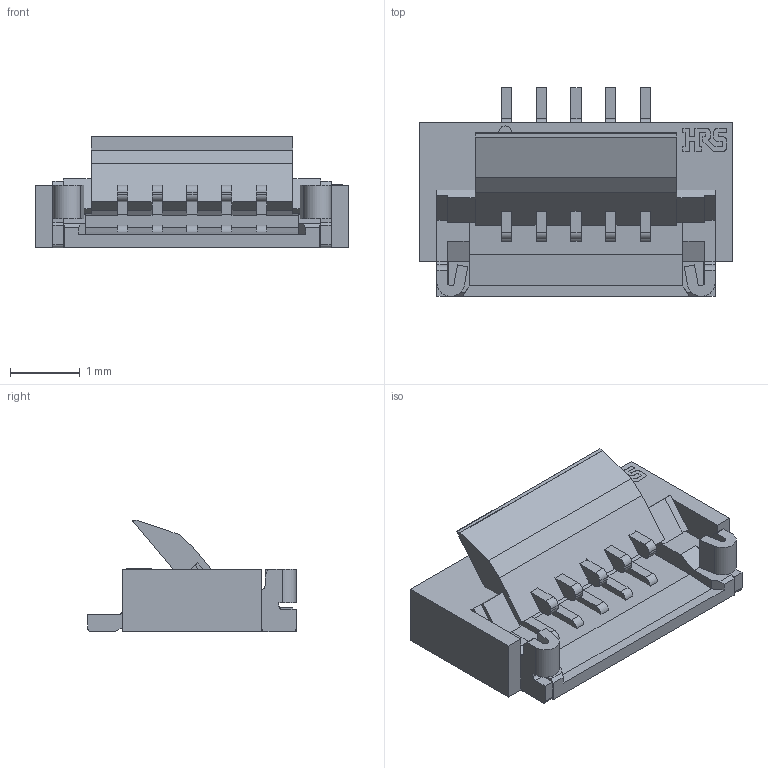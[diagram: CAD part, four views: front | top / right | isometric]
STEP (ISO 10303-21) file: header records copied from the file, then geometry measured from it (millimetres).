
FILE_DESCRIPTION(/* description */ (''),/* implementation_level */ '2;1');
FILE_NAME(/* name */ 'Hirose FH19C-5S-0.5SH(99).stp',/* time_stamp */ '2020-10-06T16:09:09-04:00',/* author */ ('Ricardo'),/* organization */ (''),/* preprocessor_version */ 'ST-DEVELOPER v18',/* originating_system */ 'Autodesk Inventor 2020',/* authorisation */ '');
FILE_SCHEMA (('AUTOMOTIVE_DESIGN { 1 0 10303 214 3 1 1 }'));
Length unit declared in the file: millimetre
Products named in the file (6): Hirose FH19C-5S-0.5SH(99); FH19C-5S-0.5SH_Èª; pins; pcb hold; FH19C-5S-0.5SH_Èª_1; logo
Assembly tree (5 placements, depth 2):
  Hirose FH19C-5S-0.5SH(99)
    FH19C-5S-0.5SH_Èª
    pins
    pcb hold
    FH19C-5S-0.5SH_Èª_1
    logo
Bounding box: 4.5 x 3 x 1.6 mm (x, y, z)
Volume: 7.7 mm3; surface area: 68.4 mm2
Topology: 16 solids, 16 shells, 323 faces, 867 edges, 576 vertices
Faces by surface type: plane 265, cylinder 58
Full cylindrical faces by diameter (mm): 0.188 x1
Entity records: 10244 total; most frequent: CARTESIAN_POINT 1777, ORIENTED_EDGE 1734, DIRECTION 1653, EDGE_CURVE 867, LINE 749, VECTOR 749, VERTEX_POINT 576, AXIS2_PLACEMENT_3D 452
